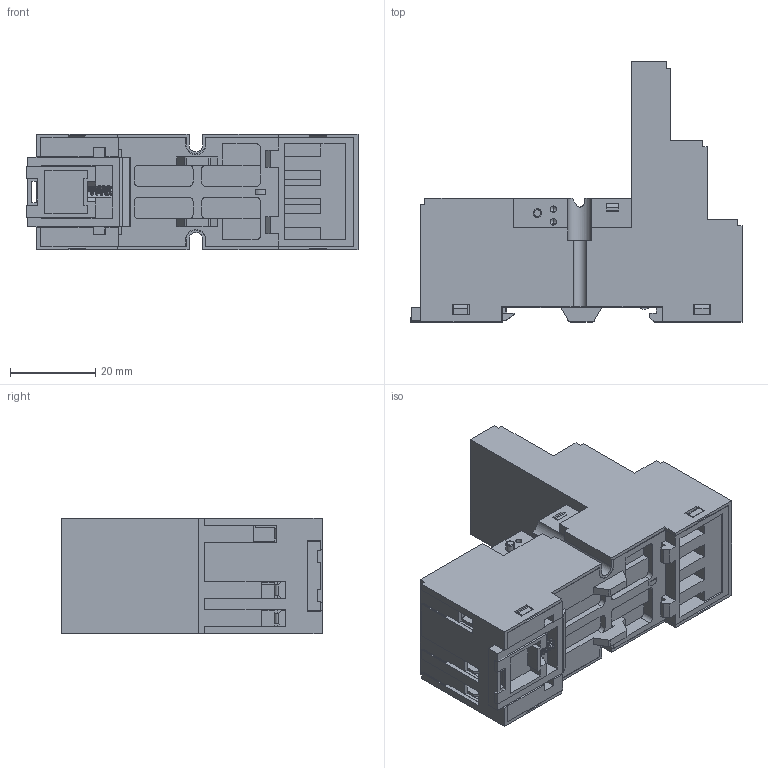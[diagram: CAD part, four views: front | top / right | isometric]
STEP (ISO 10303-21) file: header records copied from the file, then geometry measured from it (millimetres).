
FILE_DESCRIPTION (( 'STEP AP203' ), '1' );
FILE_NAME ('15_18FF-4Z-C5.STEP', '2024-12-16T19:13:18', ( '' ), ( '' ), 'SwSTEP 2.0', 'SolidWorks 2022', '' );
FILE_SCHEMA (( 'CONFIG_CONTROL_DESIGN' ));
Products named in the file (1): 15_18FF-4Z-C5
Bounding box: 78 x 61.1 x 27.25 mm (x, y, z)
Surface area: 58678.2 mm2 (no closed solid volume)
Topology: 0 solids, 43 shells, 3827 faces, 9995 edges, 6349 vertices
Faces by surface type: plane 2697, cylinder 844, torus 90, cone 80, sphere 77, bspline 39
Entity records: 118944 total; most frequent: CARTESIAN_POINT 23636, ORIENTED_EDGE 19962, DIRECTION 19527, EDGE_CURVE 9983, LINE 7505, VECTOR 7505, VERTEX_POINT 6347, AXIS2_PLACEMENT_3D 6011
